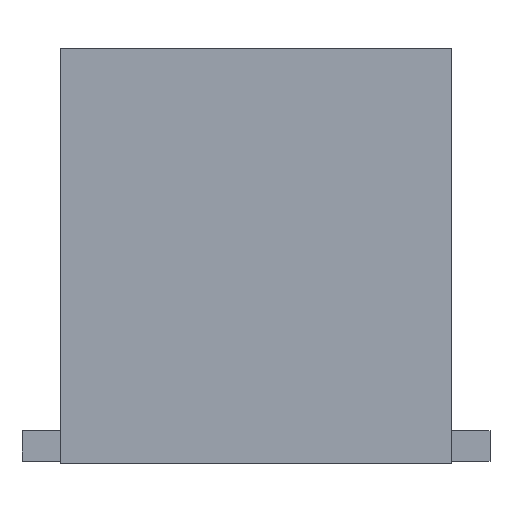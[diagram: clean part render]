
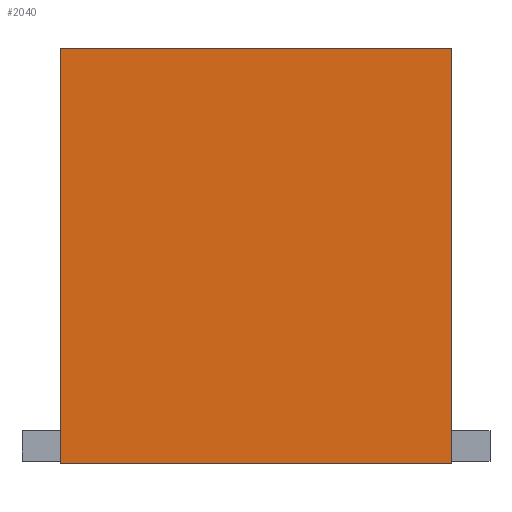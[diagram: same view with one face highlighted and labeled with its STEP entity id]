
A CAD part, left-side view. The second image highlights one B-rep face of the part: STEP entity #2040.
In plain terms, the highlighted planar face has unit normal (-1, 0, 0).
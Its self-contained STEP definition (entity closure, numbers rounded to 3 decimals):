
#159=FACE_OUTER_BOUND('',#271,.T.);
#271=EDGE_LOOP('',(#1602,#1603,#1604,#1605));
#495=LINE('',#3179,#735);
#505=LINE('',#3200,#745);
#506=LINE('',#3202,#746);
#507=LINE('',#3203,#747);
#735=VECTOR('',#2642,1000.);
#745=VECTOR('',#2658,1000.);
#746=VECTOR('',#2659,1000.);
#747=VECTOR('',#2660,1000.);
#918=VERTEX_POINT('',#3175);
#920=VERTEX_POINT('',#3178);
#928=VERTEX_POINT('',#3199);
#929=VERTEX_POINT('',#3201);
#1167=EDGE_CURVE('',#920,#918,#495,.T.);
#1177=EDGE_CURVE('',#928,#918,#505,.T.);
#1178=EDGE_CURVE('',#929,#928,#506,.T.);
#1179=EDGE_CURVE('',#929,#920,#507,.T.);
#1602=ORIENTED_EDGE('',*,*,#1167,.T.);
#1603=ORIENTED_EDGE('',*,*,#1177,.F.);
#1604=ORIENTED_EDGE('',*,*,#1178,.F.);
#1605=ORIENTED_EDGE('',*,*,#1179,.T.);
#1819=PLANE('',#2188);
#2040=ADVANCED_FACE('',(#159),#1819,.F.);
#2188=AXIS2_PLACEMENT_3D('',#3198,#2656,#2657);
#2642=DIRECTION('',(0.,-1.,0.));
#2656=DIRECTION('center_axis',(1.,0.,0.));
#2657=DIRECTION('ref_axis',(0.,1.,0.));
#2658=DIRECTION('',(0.,0.,-1.));
#2659=DIRECTION('',(0.,-1.,0.));
#2660=DIRECTION('',(0.,0.,-1.));
#3175=CARTESIAN_POINT('',(-5.055,-2.55,0.));
#3178=CARTESIAN_POINT('',(-5.055,2.55,0.));
#3179=CARTESIAN_POINT('',(-5.055,2.55,0.));
#3198=CARTESIAN_POINT('Origin',(-5.055,2.55,5.4));
#3199=CARTESIAN_POINT('',(-5.055,-2.55,5.4));
#3200=CARTESIAN_POINT('',(-5.055,-2.55,5.4));
#3201=CARTESIAN_POINT('',(-5.055,2.55,5.4));
#3202=CARTESIAN_POINT('',(-5.055,2.55,5.4));
#3203=CARTESIAN_POINT('',(-5.055,2.55,5.4));
